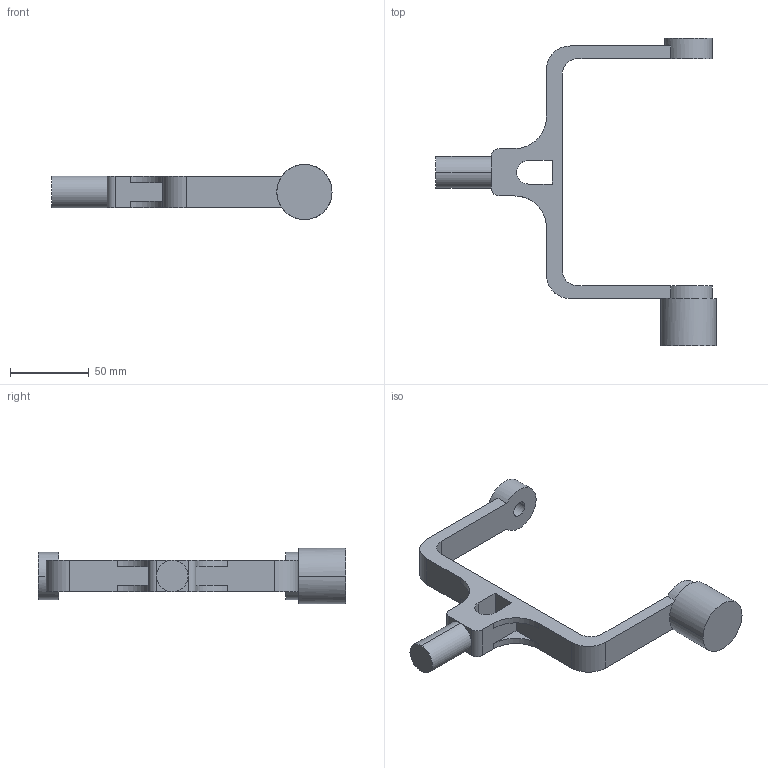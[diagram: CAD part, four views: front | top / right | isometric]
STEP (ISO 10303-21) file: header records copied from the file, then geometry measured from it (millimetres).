
FILE_DESCRIPTION (( 'STEP AP203' ), '1' );
FILE_NAME ('Link2_Default_sldprt.STEP', '2017-07-20T02:36:59', ( '' ), ( '' ), 'SwSTEP 2.0', 'SolidWorks 2017', '' );
FILE_SCHEMA (( 'CONFIG_CONTROL_DESIGN' ));
Length unit declared in the file: millimetre
Products named in the file (1): Link2_Default_sldprt
Bounding box: 177.5 x 195 x 35 mm (x, y, z)
Volume: 119721.3 mm3; surface area: 32879 mm2
Topology: 1 solids, 1 shells, 50 faces, 130 edges, 84 vertices
Faces by surface type: plane 28, cylinder 22
Entity records: 1621 total; most frequent: DIRECTION 282, CARTESIAN_POINT 265, ORIENTED_EDGE 260, EDGE_CURVE 130, AXIS2_PLACEMENT_3D 101, VERTEX_POINT 84, VECTOR 80, LINE 80
